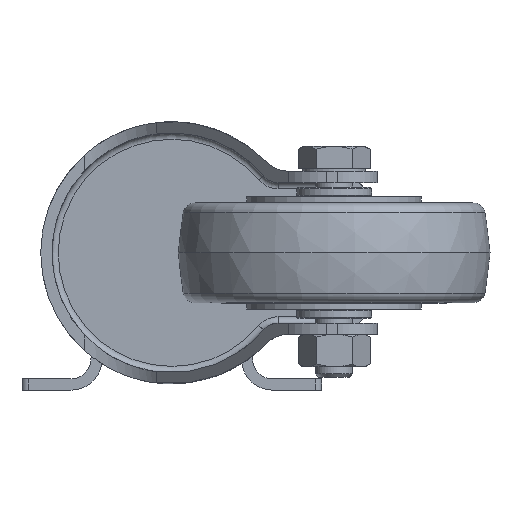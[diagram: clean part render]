
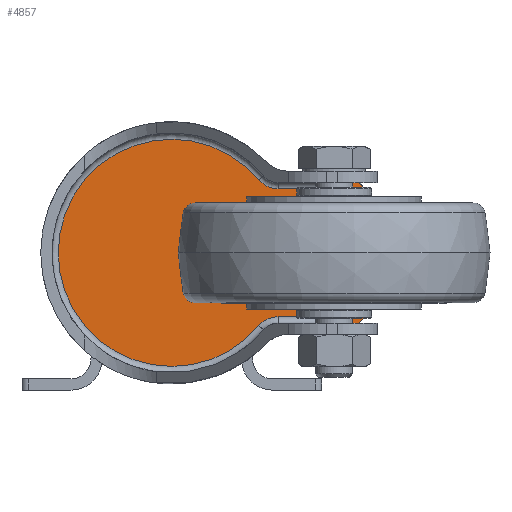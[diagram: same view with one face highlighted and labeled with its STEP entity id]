
A CAD part, front view. The second image highlights one B-rep face of the part: STEP entity #4857.
In plain terms, the highlighted planar face has unit normal (0, -1, 0).
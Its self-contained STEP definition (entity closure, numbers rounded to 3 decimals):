
#356=LINE('',#14318,#576);
#358=LINE('',#14325,#578);
#381=LINE('',#14387,#601);
#382=LINE('',#14390,#602);
#383=LINE('',#14392,#603);
#384=LINE('',#14396,#604);
#576=VECTOR('',#6812,2.79);
#578=VECTOR('',#6818,2.79);
#601=VECTOR('',#6885,0.01);
#602=VECTOR('',#6888,0.01);
#603=VECTOR('',#6889,11.511);
#604=VECTOR('',#6894,11.511);
#733=PLANE('',#5480);
#1188=FACE_OUTER_BOUND('',#1651,.T.);
#1651=EDGE_LOOP('',(#4033,#4034,#4035,#4036,#4037,#4038,#4039,#4040,#4041,
#4042));
#1942=CIRCLE('',#5435,18.2);
#1959=CIRCLE('',#5481,18.31);
#1960=CIRCLE('',#5482,4.);
#1961=CIRCLE('',#5483,4.);
#2334=VERTEX_POINT('',#14203);
#2335=VERTEX_POINT('',#14205);
#2361=VERTEX_POINT('',#14315);
#2362=VERTEX_POINT('',#14317);
#2364=VERTEX_POINT('',#14323);
#2365=VERTEX_POINT('',#14324);
#2382=VERTEX_POINT('',#14386);
#2383=VERTEX_POINT('',#14388);
#2384=VERTEX_POINT('',#14391);
#2385=VERTEX_POINT('',#14394);
#2878=EDGE_CURVE('',#2335,#2334,#1942,.T.);
#2909=EDGE_CURVE('',#2361,#2362,#356,.T.);
#2912=EDGE_CURVE('',#2364,#2365,#358,.T.);
#2945=EDGE_CURVE('',#2361,#2382,#381,.T.);
#2946=EDGE_CURVE('',#2383,#2382,#1959,.T.);
#2947=EDGE_CURVE('',#2383,#2365,#382,.T.);
#2948=EDGE_CURVE('',#2364,#2384,#383,.T.);
#2949=EDGE_CURVE('',#2384,#2335,#1960,.T.);
#2950=EDGE_CURVE('',#2334,#2385,#1961,.T.);
#2951=EDGE_CURVE('',#2385,#2362,#384,.T.);
#4033=ORIENTED_EDGE('',*,*,#2909,.F.);
#4034=ORIENTED_EDGE('',*,*,#2945,.T.);
#4035=ORIENTED_EDGE('',*,*,#2946,.F.);
#4036=ORIENTED_EDGE('',*,*,#2947,.T.);
#4037=ORIENTED_EDGE('',*,*,#2912,.F.);
#4038=ORIENTED_EDGE('',*,*,#2948,.T.);
#4039=ORIENTED_EDGE('',*,*,#2949,.T.);
#4040=ORIENTED_EDGE('',*,*,#2878,.T.);
#4041=ORIENTED_EDGE('',*,*,#2950,.T.);
#4042=ORIENTED_EDGE('',*,*,#2951,.T.);
#4857=ADVANCED_FACE('',(#1188),#733,.F.);
#5435=AXIS2_PLACEMENT_3D('',#14206,#6757,#6758);
#5480=AXIS2_PLACEMENT_3D('',#14385,#6883,#6884);
#5481=AXIS2_PLACEMENT_3D('',#14389,#6886,#6887);
#5482=AXIS2_PLACEMENT_3D('',#14393,#6890,#6891);
#5483=AXIS2_PLACEMENT_3D('',#14395,#6892,#6893);
#6757=DIRECTION('center_axis',(0.,-1.,0.));
#6758=DIRECTION('ref_axis',(-1.,0.,0.));
#6812=DIRECTION('',(0.,0.,1.));
#6818=DIRECTION('',(0.,0.,1.));
#6883=DIRECTION('center_axis',(0.,1.,0.));
#6884=DIRECTION('ref_axis',(-1.,0.,0.));
#6885=DIRECTION('',(1.,0.,0.));
#6886=DIRECTION('center_axis',(0.,1.,0.));
#6887=DIRECTION('ref_axis',(-1.,0.,0.));
#6888=DIRECTION('',(-1.,0.,0.));
#6889=DIRECTION('',(-1.,0.,0.));
#6890=DIRECTION('center_axis',(0.,1.,0.));
#6891=DIRECTION('ref_axis',(-1.,0.,0.));
#6892=DIRECTION('center_axis',(0.,1.,0.));
#6893=DIRECTION('ref_axis',(-1.,0.,0.));
#6894=DIRECTION('',(1.,0.,0.));
#14203=CARTESIAN_POINT('',(13.956,-66.05,2.318));
#14205=CARTESIAN_POINT('',(13.956,-66.05,25.682));
#14206=CARTESIAN_POINT('Origin',(0.,-66.05,14.));
#14315=CARTESIAN_POINT('',(28.534,-66.05,0.96));
#14317=CARTESIAN_POINT('',(28.534,-66.05,3.75));
#14318=CARTESIAN_POINT('',(28.534,-66.05,-7.));
#14323=CARTESIAN_POINT('',(28.534,-66.05,24.25));
#14324=CARTESIAN_POINT('',(28.534,-66.05,27.04));
#14325=CARTESIAN_POINT('',(28.534,-66.05,-7.));
#14385=CARTESIAN_POINT('Origin',(39.,-66.05,-7.));
#14386=CARTESIAN_POINT('',(28.544,-66.05,0.96));
#14387=CARTESIAN_POINT('',(28.534,-66.05,0.96));
#14388=CARTESIAN_POINT('',(28.544,-66.05,27.04));
#14389=CARTESIAN_POINT('Origin',(15.69,-66.05,14.));
#14390=CARTESIAN_POINT('',(28.544,-66.05,27.04));
#14391=CARTESIAN_POINT('',(17.023,-66.05,24.25));
#14392=CARTESIAN_POINT('',(17.023,-66.05,24.25));
#14393=CARTESIAN_POINT('Origin',(17.023,-66.05,28.25));
#14394=CARTESIAN_POINT('',(17.023,-66.05,3.75));
#14395=CARTESIAN_POINT('Origin',(17.023,-66.05,-0.25));
#14396=CARTESIAN_POINT('',(28.534,-66.05,3.75));
